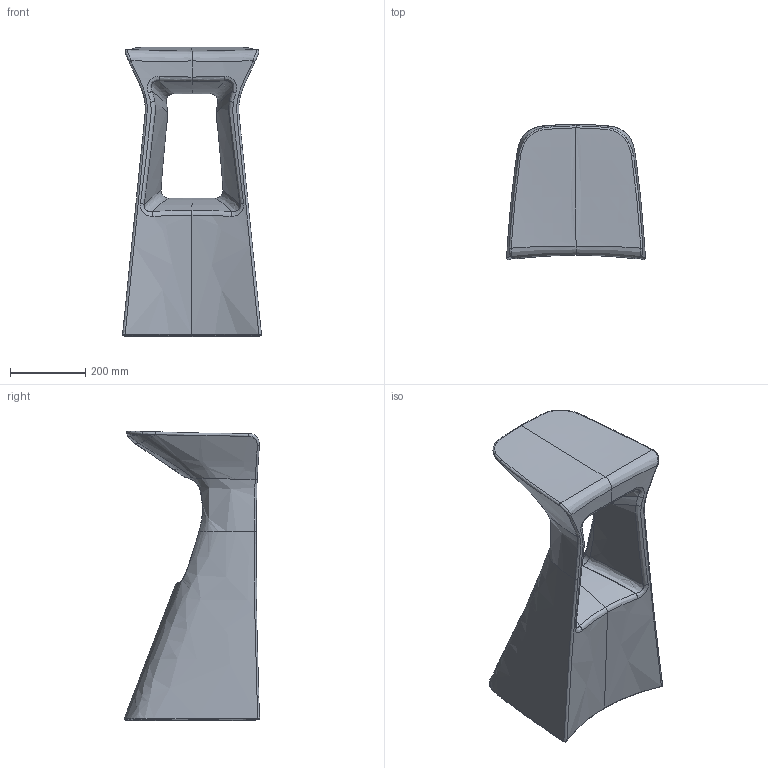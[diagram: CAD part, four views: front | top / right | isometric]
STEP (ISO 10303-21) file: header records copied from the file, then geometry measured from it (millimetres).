
FILE_DESCRIPTION((''),'2;1');
FILE_NAME('20101001_LOLLY_Sgabello','2010-09-30T10:51:27',('Carlos'),(''),'CADlook_v9.0','Cimatron E 7.0','');
FILE_SCHEMA(('AUTOMOTIVE_DESIGN { 1 2 10303 214 0 1 1 1 }'));
Length unit declared in the file: millimetre
Bounding box: 369.23 x 359.43 x 769.41 mm (x, y, z)
Surface area: 1049156.9 mm2 (no closed solid volume)
Topology: 0 solids, 1 shells, 166 faces, 421 edges, 247 vertices
Faces by surface type: bspline 152, plane 10, torus 4
Entity records: 35290 total; most frequent: CARTESIAN_POINT 31227, ORIENTED_EDGE 806, EDGE_CURVE 421, VERTEX_POINT 247, B_SPLINE_CURVE_WITH_KNOTS 214, DIRECTION 202, COLOUR_RGB 167, FILL_AREA_STYLE_COLOUR 167
